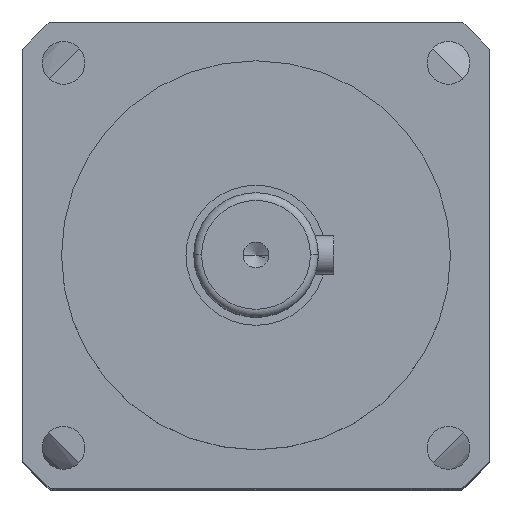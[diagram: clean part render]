
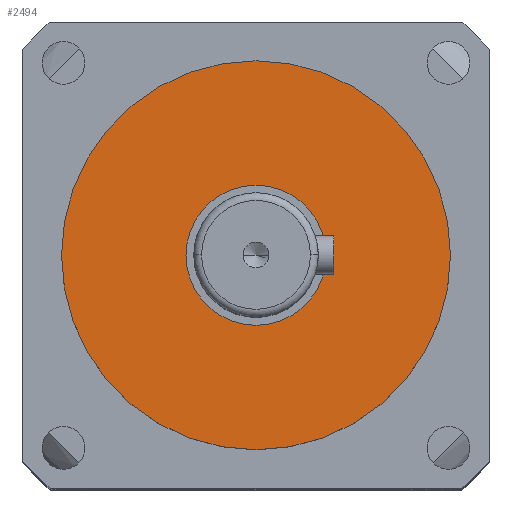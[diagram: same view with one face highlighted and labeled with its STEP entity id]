
A CAD part, top view. The second image highlights one B-rep face of the part: STEP entity #2494.
In plain terms, the highlighted planar face has unit normal (0, 0, 1).
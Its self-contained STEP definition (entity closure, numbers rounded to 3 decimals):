
#391 = PLANE ( 'NONE',  #2287 ) ;
#435 = ORIENTED_EDGE ( 'NONE', *, *, #5645, .F. ) ;
#1026 = AXIS2_PLACEMENT_3D ( 'NONE', #2190, #2083, #2051 ) ;
#1160 = DIRECTION ( 'NONE',  ( -1., 0., 0. ) ) ;
#1246 = EDGE_LOOP ( 'NONE', ( #8546, #2091 ) ) ;
#1484 = FACE_BOUND ( 'NONE', #5165, .T. ) ;
#2021 = AXIS2_PLACEMENT_3D ( 'NONE', #3352, #8967, #4207 ) ;
#2051 = DIRECTION ( 'NONE',  ( 1., 0., 0. ) ) ;
#2083 = DIRECTION ( 'NONE',  ( 0., 0., 1. ) ) ;
#2091 = ORIENTED_EDGE ( 'NONE', *, *, #5936, .T. ) ;
#2190 = CARTESIAN_POINT ( 'NONE',  ( 0., 0., -28. ) ) ;
#2287 = AXIS2_PLACEMENT_3D ( 'NONE', #8507, #4757, #1160 ) ;
#2494 = ADVANCED_FACE ( 'NONE', ( #1484, #3754 ), #391, .F. ) ;
#3178 = EDGE_CURVE ( 'NONE', #5066, #6272, #8349, .T. ) ;
#3253 = CARTESIAN_POINT ( 'NONE',  ( -25., 0., -28. ) ) ;
#3352 = CARTESIAN_POINT ( 'NONE',  ( 0., 0., -28. ) ) ;
#3465 = CARTESIAN_POINT ( 'NONE',  ( 25., 0., -28. ) ) ;
#3754 = FACE_OUTER_BOUND ( 'NONE', #1246, .T. ) ;
#4128 = VERTEX_POINT ( 'NONE', #3253 ) ;
#4207 = DIRECTION ( 'NONE',  ( 1., 0., 0. ) ) ;
#4757 = DIRECTION ( 'NONE',  ( 0., 0., -1. ) ) ;
#4918 = CIRCLE ( 'NONE', #2021, 25. ) ;
#5066 = VERTEX_POINT ( 'NONE', #6953 ) ;
#5165 = EDGE_LOOP ( 'NONE', ( #6946, #435 ) ) ;
#5607 = DIRECTION ( 'NONE',  ( 1., 0., 0. ) ) ;
#5645 = EDGE_CURVE ( 'NONE', #6272, #5066, #6168, .T. ) ;
#5709 = DIRECTION ( 'NONE',  ( 0., 0., 1. ) ) ;
#5725 = CARTESIAN_POINT ( 'NONE',  ( 0., 0., -28. ) ) ;
#5936 = EDGE_CURVE ( 'NONE', #4128, #8721, #6402, .T. ) ;
#6168 = CIRCLE ( 'NONE', #6368, 9. ) ;
#6272 = VERTEX_POINT ( 'NONE', #6438 ) ;
#6368 = AXIS2_PLACEMENT_3D ( 'NONE', #5725, #5709, #5607 ) ;
#6402 = CIRCLE ( 'NONE', #1026, 25. ) ;
#6438 = CARTESIAN_POINT ( 'NONE',  ( -9., 0., -28. ) ) ;
#6946 = ORIENTED_EDGE ( 'NONE', *, *, #3178, .F. ) ;
#6953 = CARTESIAN_POINT ( 'NONE',  ( 9., 0., -28. ) ) ;
#8349 = CIRCLE ( 'NONE', #8414, 9. ) ;
#8414 = AXIS2_PLACEMENT_3D ( 'NONE', #10019, #10011, #10008 ) ;
#8507 = CARTESIAN_POINT ( 'NONE',  ( 0., 25., -28. ) ) ;
#8546 = ORIENTED_EDGE ( 'NONE', *, *, #9417, .T. ) ;
#8721 = VERTEX_POINT ( 'NONE', #3465 ) ;
#8967 = DIRECTION ( 'NONE',  ( 0., 0., 1. ) ) ;
#9417 = EDGE_CURVE ( 'NONE', #8721, #4128, #4918, .T. ) ;
#10008 = DIRECTION ( 'NONE',  ( 1., 0., 0. ) ) ;
#10011 = DIRECTION ( 'NONE',  ( 0., 0., 1. ) ) ;
#10019 = CARTESIAN_POINT ( 'NONE',  ( 0., 0., -28. ) ) ;
